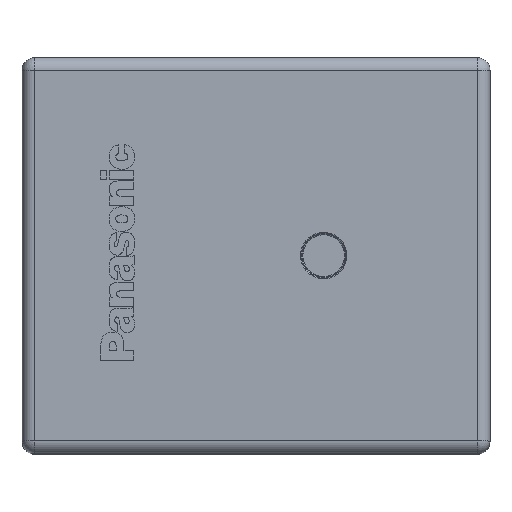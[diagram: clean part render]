
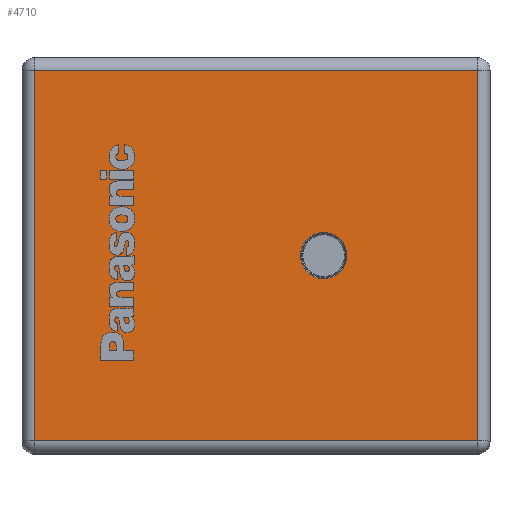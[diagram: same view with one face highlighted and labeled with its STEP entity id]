
A CAD part, top view. The second image highlights one B-rep face of the part: STEP entity #4710.
In plain terms, the highlighted planar face has unit normal (0, 0, 1).
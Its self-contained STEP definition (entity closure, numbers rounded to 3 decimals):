
#447=FACE_BOUND('',#1701,.T.);
#466=PLANE('',#5111);
#595=LINE('',#6367,#1005);
#596=LINE('',#6369,#1006);
#597=LINE('',#6371,#1007);
#598=LINE('',#6372,#1008);
#1005=VECTOR('',#5403,10.);
#1006=VECTOR('',#5404,10.);
#1007=VECTOR('',#5405,10.);
#1008=VECTOR('',#5406,10.);
#1417=FACE_OUTER_BOUND('',#1700,.T.);
#1700=EDGE_LOOP('',(#3273,#3274,#3275,#3276));
#1701=EDGE_LOOP('',(#3277));
#2000=CIRCLE('',#5104,1.288);
#2072=VERTEX_POINT('',#6351);
#2077=VERTEX_POINT('',#6365);
#2078=VERTEX_POINT('',#6366);
#2079=VERTEX_POINT('',#6368);
#2080=VERTEX_POINT('',#6370);
#2542=EDGE_CURVE('',#2072,#2072,#2000,.T.);
#2549=EDGE_CURVE('',#2077,#2078,#595,.T.);
#2550=EDGE_CURVE('',#2079,#2077,#596,.T.);
#2551=EDGE_CURVE('',#2080,#2079,#597,.T.);
#2552=EDGE_CURVE('',#2078,#2080,#598,.T.);
#3273=ORIENTED_EDGE('',*,*,#2549,.F.);
#3274=ORIENTED_EDGE('',*,*,#2550,.F.);
#3275=ORIENTED_EDGE('',*,*,#2551,.F.);
#3276=ORIENTED_EDGE('',*,*,#2552,.F.);
#3277=ORIENTED_EDGE('',*,*,#2542,.F.);
#4710=ADVANCED_FACE('',(#1417,#447),#466,.T.);
#5104=AXIS2_PLACEMENT_3D('',#6352,#5386,#5387);
#5111=AXIS2_PLACEMENT_3D('',#6364,#5401,#5402);
#5386=DIRECTION('center_axis',(0.,0.,1.));
#5387=DIRECTION('ref_axis',(-1.,0.,0.));
#5401=DIRECTION('center_axis',(0.,0.,1.));
#5402=DIRECTION('ref_axis',(1.,0.,0.));
#5403=DIRECTION('',(0.,1.,0.));
#5404=DIRECTION('',(-1.,0.,0.));
#5405=DIRECTION('',(0.,-1.,0.));
#5406=DIRECTION('',(1.,0.,0.));
#6351=CARTESIAN_POINT('',(5.049,0.,36.6));
#6352=CARTESIAN_POINT('Origin',(3.761,0.,36.6));
#6364=CARTESIAN_POINT('Origin',(-13.,0.,36.6));
#6365=CARTESIAN_POINT('',(-12.3,-10.3,36.6));
#6366=CARTESIAN_POINT('',(-12.3,10.3,36.6));
#6367=CARTESIAN_POINT('',(-12.3,0.,36.6));
#6368=CARTESIAN_POINT('',(12.3,-10.3,36.6));
#6369=CARTESIAN_POINT('',(-6.5,-10.3,36.6));
#6370=CARTESIAN_POINT('',(12.3,10.3,36.6));
#6371=CARTESIAN_POINT('',(12.3,0.,36.6));
#6372=CARTESIAN_POINT('',(-6.5,10.3,36.6));
